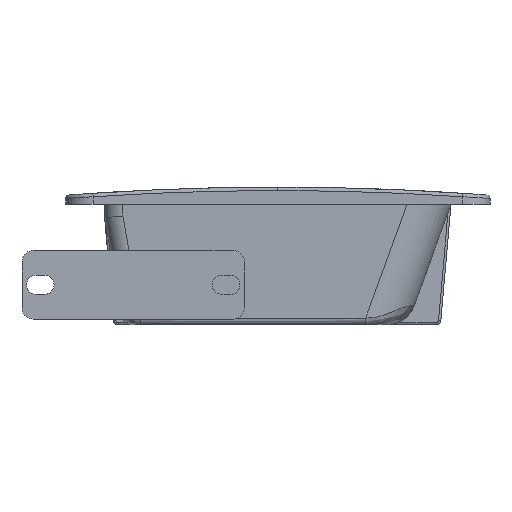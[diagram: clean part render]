
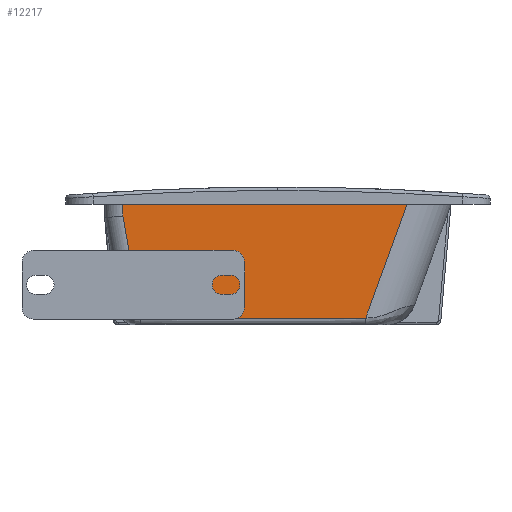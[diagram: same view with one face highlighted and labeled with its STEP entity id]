
A CAD part, front view. The second image highlights one B-rep face of the part: STEP entity #12217.
In plain terms, the highlighted planar face has unit normal (0, -1, 0).
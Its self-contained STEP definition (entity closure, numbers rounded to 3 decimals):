
#1287 = EDGE_LOOP ( 'NONE', ( #25143, #36289 ) ) ;
#2801 = DIRECTION ( 'NONE',  ( 0., 1., 0. ) ) ;
#2807 = VECTOR ( 'NONE', #36241, 1000. ) ;
#3607 = B_SPLINE_CURVE_WITH_KNOTS ( 'NONE', 3,
 ( #28390, #19422, #9380, #31581 ),
 .UNSPECIFIED., .F., .F.,
 ( 4, 4 ),
 ( -0.106, -0.008 ),
 .UNSPECIFIED. ) ;
#3696 = DIRECTION ( 'NONE',  ( 0., 0., -1. ) ) ;
#4512 = LINE ( 'NONE', #22353, #14000 ) ;
#5554 = EDGE_CURVE ( 'NONE', #31780, #9315, #37416, .T. ) ;
#6061 = AXIS2_PLACEMENT_3D ( 'NONE', #33982, #21390, #30808 ) ;
#6404 = CARTESIAN_POINT ( 'NONE',  ( 87.828, -47.5, -14.5 ) ) ;
#8577 = CIRCLE ( 'NONE', #6061, 8.1 ) ;
#9149 = VERTEX_POINT ( 'NONE', #6404 ) ;
#9216 = EDGE_CURVE ( 'NONE', #38658, #20230, #39355, .T. ) ;
#9315 = VERTEX_POINT ( 'NONE', #38599 ) ;
#9380 = CARTESIAN_POINT ( 'NONE',  ( 55.163, -47.5, -14.5 ) ) ;
#10115 = CARTESIAN_POINT ( 'NONE',  ( 0., -47.5, -8.1 ) ) ;
#10843 = DIRECTION ( 'NONE',  ( 0.342, 0., 0.94 ) ) ;
#11836 = EDGE_CURVE ( 'NONE', #9149, #32241, #11895, .T. ) ;
#11895 = LINE ( 'NONE', #29974, #36185 ) ;
#12217 = ADVANCED_FACE ( 'NONE', ( #12343, #20787 ), #19584, .T. ) ;
#12343 = FACE_OUTER_BOUND ( 'NONE', #22883, .T. ) ;
#13401 = AXIS2_PLACEMENT_3D ( 'NONE', #32693, #29507, #3696 ) ;
#13684 = CARTESIAN_POINT ( 'NONE',  ( -18., -47.5, 35. ) ) ;
#13765 = EDGE_CURVE ( 'NONE', #9315, #9149, #3607, .T. ) ;
#13890 = DIRECTION ( 'NONE',  ( 1., 0., 0. ) ) ;
#14000 = VECTOR ( 'NONE', #13890, 1000. ) ;
#14678 = CARTESIAN_POINT ( 'NONE',  ( 105.845, -47.5, 35. ) ) ;
#16917 = EDGE_CURVE ( 'NONE', #20230, #38658, #8577, .T. ) ;
#18684 = DIRECTION ( 'NONE',  ( 0., 0., 1. ) ) ;
#19422 = CARTESIAN_POINT ( 'NONE',  ( 22.498, -47.5, -14.5 ) ) ;
#19584 = PLANE ( 'NONE',  #13401 ) ;
#20230 = VERTEX_POINT ( 'NONE', #10115 ) ;
#20787 = FACE_BOUND ( 'NONE', #1287, .T. ) ;
#20891 = DIRECTION ( 'NONE',  ( 0.174, 0., -0.985 ) ) ;
#21390 = DIRECTION ( 'NONE',  ( 0., 1., 0. ) ) ;
#22353 = CARTESIAN_POINT ( 'NONE',  ( 125., -47.5, 35. ) ) ;
#22883 = EDGE_LOOP ( 'NONE', ( #39657, #26007, #39349, #39460, #33420 ) ) ;
#24768 = EDGE_CURVE ( 'NONE', #41018, #32241, #4512, .T. ) ;
#25143 = ORIENTED_EDGE ( 'NONE', *, *, #16917, .T. ) ;
#26007 = ORIENTED_EDGE ( 'NONE', *, *, #13765, .T. ) ;
#26157 = LINE ( 'NONE', #29614, #2807 ) ;
#27922 = AXIS2_PLACEMENT_3D ( 'NONE', #28626, #2801, #18684 ) ;
#28390 = CARTESIAN_POINT ( 'NONE',  ( -10.167, -47.5, -14.5 ) ) ;
#28626 = CARTESIAN_POINT ( 'NONE',  ( 0., -47.5, 0. ) ) ;
#29015 = VECTOR ( 'NONE', #20891, 1000. ) ;
#29507 = DIRECTION ( 'NONE',  ( 0., -1., 0. ) ) ;
#29614 = CARTESIAN_POINT ( 'NONE',  ( -18., -47.5, 29.224 ) ) ;
#29974 = CARTESIAN_POINT ( 'NONE',  ( 108.086, -47.5, 41.156 ) ) ;
#30808 = DIRECTION ( 'NONE',  ( 0., 0., 1. ) ) ;
#30843 = CARTESIAN_POINT ( 'NONE',  ( -9.883, -47.5, -16.111 ) ) ;
#31581 = CARTESIAN_POINT ( 'NONE',  ( 87.828, -47.5, -14.5 ) ) ;
#31780 = VERTEX_POINT ( 'NONE', #39253 ) ;
#32241 = VERTEX_POINT ( 'NONE', #14678 ) ;
#32693 = CARTESIAN_POINT ( 'NONE',  ( 0., -47.5, 0. ) ) ;
#33420 = ORIENTED_EDGE ( 'NONE', *, *, #37158, .T. ) ;
#33982 = CARTESIAN_POINT ( 'NONE',  ( 0., -47.5, 0. ) ) ;
#36185 = VECTOR ( 'NONE', #10843, 1000. ) ;
#36241 = DIRECTION ( 'NONE',  ( 0., 0., -1. ) ) ;
#36289 = ORIENTED_EDGE ( 'NONE', *, *, #9216, .T. ) ;
#37158 = EDGE_CURVE ( 'NONE', #41018, #31780, #26157, .T. ) ;
#37416 = LINE ( 'NONE', #30843, #29015 ) ;
#38599 = CARTESIAN_POINT ( 'NONE',  ( -10.167, -47.5, -14.5 ) ) ;
#38658 = VERTEX_POINT ( 'NONE', #39601 ) ;
#39253 = CARTESIAN_POINT ( 'NONE',  ( -18., -47.5, 29.924 ) ) ;
#39349 = ORIENTED_EDGE ( 'NONE', *, *, #11836, .T. ) ;
#39355 = CIRCLE ( 'NONE', #27922, 8.1 ) ;
#39460 = ORIENTED_EDGE ( 'NONE', *, *, #24768, .F. ) ;
#39601 = CARTESIAN_POINT ( 'NONE',  ( 0., -47.5, 8.1 ) ) ;
#39657 = ORIENTED_EDGE ( 'NONE', *, *, #5554, .T. ) ;
#41018 = VERTEX_POINT ( 'NONE', #13684 ) ;
